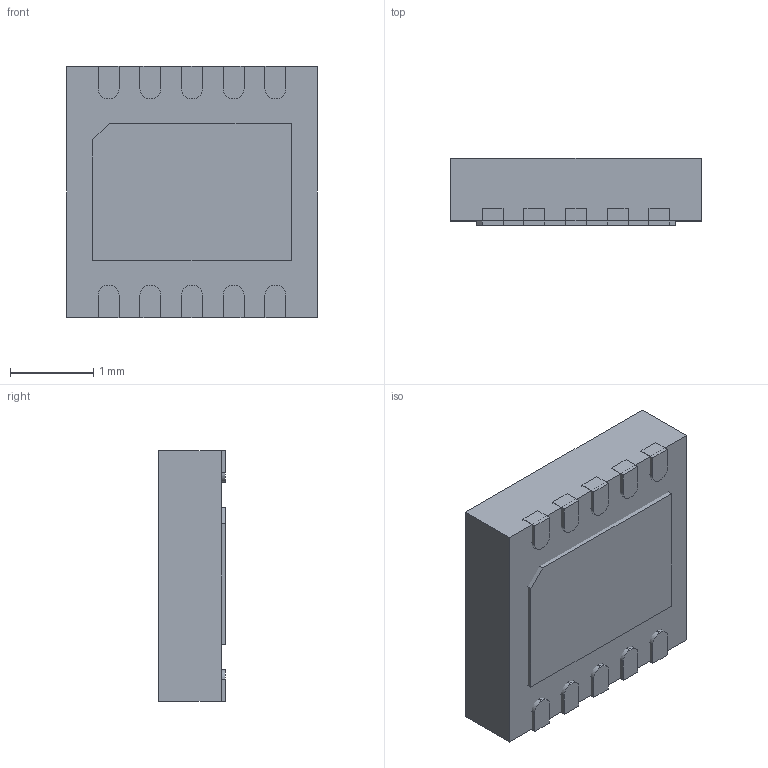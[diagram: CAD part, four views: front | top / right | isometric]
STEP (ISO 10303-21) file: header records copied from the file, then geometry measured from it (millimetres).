
FILE_DESCRIPTION (( 'STEP AP214' ), '1' );
FILE_NAME ('User Library-DFN10-1.STEP', '2015-11-18T13:50:01', ( 'Windows User' ), ( '' ), 'SwSTEP 2.0', 'SolidWorks 2016', '' );
FILE_SCHEMA (( 'AUTOMOTIVE_DESIGN' ));
Length unit declared in the file: millimetre
Products named in the file (3): User Library-DFN10-1_Pins; User Library-DFN10-1_Body; User Library-DFN10-1
Assembly tree (2 placements, depth 2):
  User Library-DFN10-1
    User Library-DFN10-1_Body
    User Library-DFN10-1_Pins
Bounding box: 3 x 0.8 x 3.02 mm (x, y, z)
Surface area: 42.3 mm2
Topology: 12 solids, 12 shells, 151 faces, 357 edges, 238 vertices
Faces by surface type: plane 113, cylinder 22, bspline 16
Entity records: 7276 total; most frequent: CARTESIAN_POINT 1983, ORIENTED_EDGE 714, DIRECTION 649, EDGE_CURVE 357, LINE 281, VECTOR 281, VERTEX_POINT 238, AXIS2_PLACEMENT_3D 184
